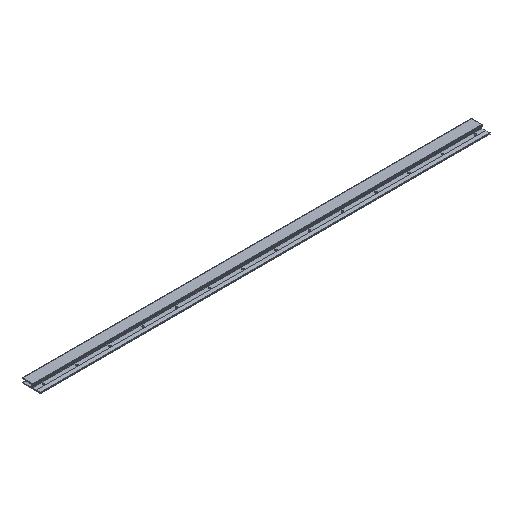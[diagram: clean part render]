
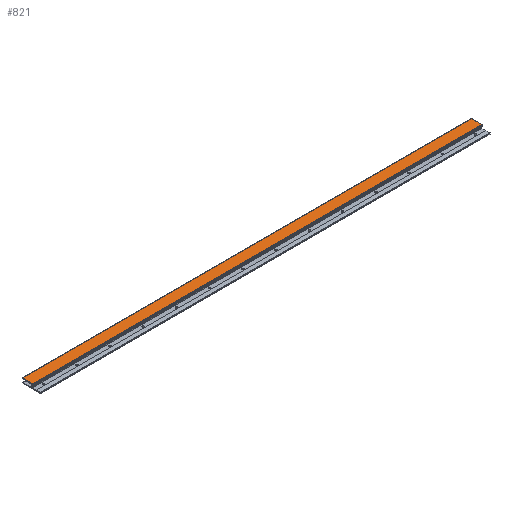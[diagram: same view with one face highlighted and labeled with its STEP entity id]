
A CAD part, isometric view. The second image highlights one B-rep face of the part: STEP entity #821.
In plain terms, the highlighted planar face has unit normal (0, 0, 1).
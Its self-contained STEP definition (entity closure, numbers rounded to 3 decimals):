
#7 = ORIENTED_EDGE ( 'NONE', *, *, #914, .F. ) ;
#32 = CARTESIAN_POINT ( 'NONE',  ( 0., 207.977, 49.912 ) ) ;
#47 = LINE ( 'NONE', #913, #836 ) ;
#63 = DIRECTION ( 'NONE',  ( 0., 0., 1. ) ) ;
#195 = LINE ( 'NONE', #1817, #2079 ) ;
#284 = LINE ( 'NONE', #1503, #1874 ) ;
#387 = DIRECTION ( 'NONE',  ( 0., -1., 0. ) ) ;
#554 = EDGE_CURVE ( 'NONE', #1338, #1111, #195, .T. ) ;
#641 = EDGE_CURVE ( 'NONE', #1338, #1002, #284, .T. ) ;
#742 = AXIS2_PLACEMENT_3D ( 'NONE', #985, #63, #1552 ) ;
#821 = ADVANCED_FACE ( 'NONE', ( #1395 ), #1527, .T. ) ;
#836 = VECTOR ( 'NONE', #1089, 1000. ) ;
#838 = LINE ( 'NONE', #32, #869 ) ;
#869 = VECTOR ( 'NONE', #387, 1000. ) ;
#913 = CARTESIAN_POINT ( 'NONE',  ( -5000., 82., 49.912 ) ) ;
#914 = EDGE_CURVE ( 'NONE', #1111, #1047, #838, .T. ) ;
#920 = DIRECTION ( 'NONE',  ( 0., -1., 0. ) ) ;
#960 = CARTESIAN_POINT ( 'NONE',  ( -5000., 82., 49.912 ) ) ;
#964 = ORIENTED_EDGE ( 'NONE', *, *, #1918, .T. ) ;
#985 = CARTESIAN_POINT ( 'NONE',  ( -5000., 207.977, 49.912 ) ) ;
#1002 = VERTEX_POINT ( 'NONE', #960 ) ;
#1047 = VERTEX_POINT ( 'NONE', #1351 ) ;
#1089 = DIRECTION ( 'NONE',  ( 1., 0., 0. ) ) ;
#1111 = VERTEX_POINT ( 'NONE', #1367 ) ;
#1233 = CARTESIAN_POINT ( 'NONE',  ( -5000., 207.977, 49.912 ) ) ;
#1262 = ORIENTED_EDGE ( 'NONE', *, *, #554, .F. ) ;
#1338 = VERTEX_POINT ( 'NONE', #1233 ) ;
#1351 = CARTESIAN_POINT ( 'NONE',  ( 0., 82., 49.912 ) ) ;
#1367 = CARTESIAN_POINT ( 'NONE',  ( 0., 207.977, 49.912 ) ) ;
#1395 = FACE_OUTER_BOUND ( 'NONE', #2177, .T. ) ;
#1503 = CARTESIAN_POINT ( 'NONE',  ( -5000., 207.977, 49.912 ) ) ;
#1527 = PLANE ( 'NONE',  #742 ) ;
#1552 = DIRECTION ( 'NONE',  ( 1., 0., 0. ) ) ;
#1817 = CARTESIAN_POINT ( 'NONE',  ( -5000., 207.977, 49.912 ) ) ;
#1863 = DIRECTION ( 'NONE',  ( 1., 0., 0. ) ) ;
#1874 = VECTOR ( 'NONE', #920, 1000. ) ;
#1883 = ORIENTED_EDGE ( 'NONE', *, *, #641, .T. ) ;
#1918 = EDGE_CURVE ( 'NONE', #1002, #1047, #47, .T. ) ;
#2079 = VECTOR ( 'NONE', #1863, 1000. ) ;
#2177 = EDGE_LOOP ( 'NONE', ( #7, #1262, #1883, #964 ) ) ;
